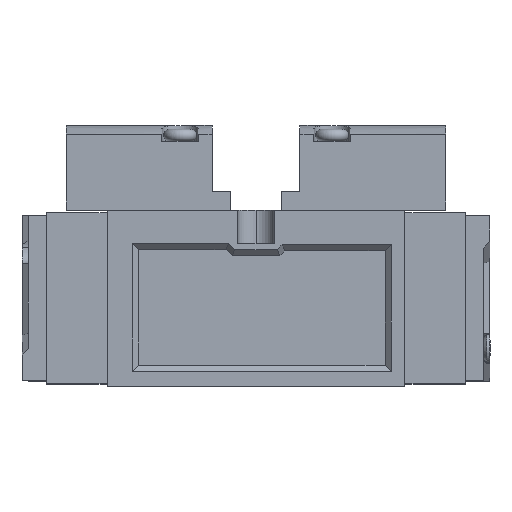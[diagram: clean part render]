
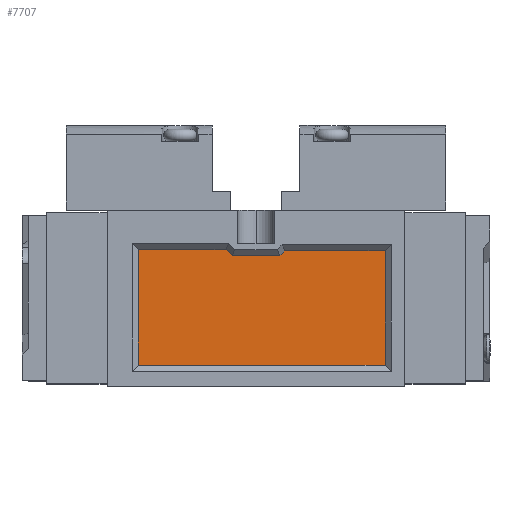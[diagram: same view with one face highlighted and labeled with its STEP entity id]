
A CAD part, top view. The second image highlights one B-rep face of the part: STEP entity #7707.
In plain terms, the highlighted planar face has unit normal (0, 0, 1).
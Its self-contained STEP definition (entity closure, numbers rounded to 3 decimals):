
#251 = ORIENTED_EDGE ( 'NONE', *, *, #15069, .T. ) ;
#252 = ORIENTED_EDGE ( 'NONE', *, *, #15088, .T. ) ;
#253 = ORIENTED_EDGE ( 'NONE', *, *, #15086, .T. ) ;
#254 = ORIENTED_EDGE ( 'NONE', *, *, #15083, .T. ) ;
#255 = ORIENTED_EDGE ( 'NONE', *, *, #15080, .T. ) ;
#256 = ORIENTED_EDGE ( 'NONE', *, *, #15078, .T. ) ;
#257 = ORIENTED_EDGE ( 'NONE', *, *, #15075, .T. ) ;
#258 = ORIENTED_EDGE ( 'NONE', *, *, #15073, .T. ) ;
#2156 = PLANE ( 'NONE',  #6914 ) ;
#2157 = CARTESIAN_POINT ( 'NONE',  ( 0., 19., 8. ) ) ;
#2158 = DIRECTION ( 'NONE',  ( 0., 0., 1. ) ) ;
#2159 = DIRECTION ( 'NONE',  ( 1., 0., 0. ) ) ;
#4034 = FACE_OUTER_BOUND ( 'NONE', #8646, .T. ) ;
#4236 = LINE ( 'NONE', #12340, #4237 ) ;
#4237 = VECTOR ( 'NONE', #12341, 1000. ) ;
#4244 = LINE ( 'NONE', #12348, #4245 ) ;
#4245 = VECTOR ( 'NONE', #12349, 1000. ) ;
#4248 = LINE ( 'NONE', #12352, #4249 ) ;
#4249 = VECTOR ( 'NONE', #12353, 1000. ) ;
#4254 = LINE ( 'NONE', #12358, #4255 ) ;
#4255 = VECTOR ( 'NONE', #12359, 1000. ) ;
#4258 = LINE ( 'NONE', #12362, #4259 ) ;
#4259 = VECTOR ( 'NONE', #12363, 1000. ) ;
#4264 = LINE ( 'NONE', #12368, #4265 ) ;
#4265 = VECTOR ( 'NONE', #12369, 1000. ) ;
#4270 = LINE ( 'NONE', #12374, #4271 ) ;
#4271 = VECTOR ( 'NONE', #12375, 1000. ) ;
#4274 = LINE ( 'NONE', #12378, #4275 ) ;
#4275 = VECTOR ( 'NONE', #12379, 1000. ) ;
#6914 = AXIS2_PLACEMENT_3D ( 'NONE', #2157, #2158, #2159 ) ;
#7707 = ADVANCED_FACE ( 'NONE', ( #4034 ), #2156, .T. ) ;
#8646 = EDGE_LOOP ( 'NONE', ( #251, #252, #253, #254, #255, #256, #257, #258 ) ) ;
#10674 = VERTEX_POINT ( 'NONE', #11944 ) ;
#10675 = VERTEX_POINT ( 'NONE', #11946 ) ;
#10676 = VERTEX_POINT ( 'NONE', #11948 ) ;
#10677 = VERTEX_POINT ( 'NONE', #11949 ) ;
#10678 = VERTEX_POINT ( 'NONE', #11951 ) ;
#10679 = VERTEX_POINT ( 'NONE', #11953 ) ;
#10680 = VERTEX_POINT ( 'NONE', #11955 ) ;
#10681 = VERTEX_POINT ( 'NONE', #11956 ) ;
#11944 = CARTESIAN_POINT ( 'NONE',  ( -4.914, 22.5, 8. ) ) ;
#11946 = CARTESIAN_POINT ( 'NONE',  ( -3.914, 21.5, 8. ) ) ;
#11948 = CARTESIAN_POINT ( 'NONE',  ( 3.914, 21.5, 8. ) ) ;
#11949 = CARTESIAN_POINT ( 'NONE',  ( 4.712, 22.298, 8. ) ) ;
#11951 = CARTESIAN_POINT ( 'NONE',  ( 21.236, 22.298, 8. ) ) ;
#11953 = CARTESIAN_POINT ( 'NONE',  ( 21.236, 3.5, 8. ) ) ;
#11955 = CARTESIAN_POINT ( 'NONE',  ( -19.391, 3.5, 8. ) ) ;
#11956 = CARTESIAN_POINT ( 'NONE',  ( -19.391, 22.5, 8. ) ) ;
#12340 = CARTESIAN_POINT ( 'NONE',  ( -0.707, 18.293, 8. ) ) ;
#12341 = DIRECTION ( 'NONE',  ( -0.707, 0.707, 0. ) ) ;
#12348 = CARTESIAN_POINT ( 'NONE',  ( 0., 21.5, 8. ) ) ;
#12349 = DIRECTION ( 'NONE',  ( -1., 0., 0. ) ) ;
#12352 = CARTESIAN_POINT ( 'NONE',  ( 0.707, 18.293, 8. ) ) ;
#12353 = DIRECTION ( 'NONE',  ( -0.707, -0.707, 0. ) ) ;
#12358 = CARTESIAN_POINT ( 'NONE',  ( 0., 22.298, 8. ) ) ;
#12359 = DIRECTION ( 'NONE',  ( -1., 0., 0. ) ) ;
#12362 = CARTESIAN_POINT ( 'NONE',  ( 21.236, 19., 8. ) ) ;
#12363 = DIRECTION ( 'NONE',  ( 0., 1., 0. ) ) ;
#12368 = CARTESIAN_POINT ( 'NONE',  ( 0., 3.5, 8. ) ) ;
#12369 = DIRECTION ( 'NONE',  ( 1., 0., 0. ) ) ;
#12374 = CARTESIAN_POINT ( 'NONE',  ( -19.391, 19., 8. ) ) ;
#12375 = DIRECTION ( 'NONE',  ( 0., -1., 0. ) ) ;
#12378 = CARTESIAN_POINT ( 'NONE',  ( 0., 22.5, 8. ) ) ;
#12379 = DIRECTION ( 'NONE',  ( -1., 0., 0. ) ) ;
#15069 = EDGE_CURVE ( 'NONE', #10675, #10674, #4236, .T. ) ;
#15073 = EDGE_CURVE ( 'NONE', #10676, #10675, #4244, .T. ) ;
#15075 = EDGE_CURVE ( 'NONE', #10677, #10676, #4248, .T. ) ;
#15078 = EDGE_CURVE ( 'NONE', #10678, #10677, #4254, .T. ) ;
#15080 = EDGE_CURVE ( 'NONE', #10679, #10678, #4258, .T. ) ;
#15083 = EDGE_CURVE ( 'NONE', #10680, #10679, #4264, .T. ) ;
#15086 = EDGE_CURVE ( 'NONE', #10681, #10680, #4270, .T. ) ;
#15088 = EDGE_CURVE ( 'NONE', #10674, #10681, #4274, .T. ) ;
